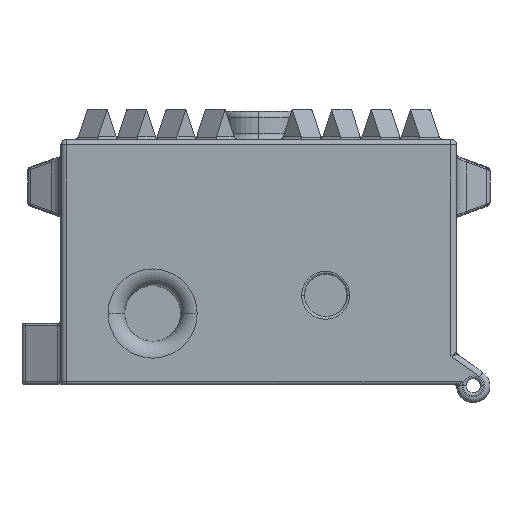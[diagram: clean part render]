
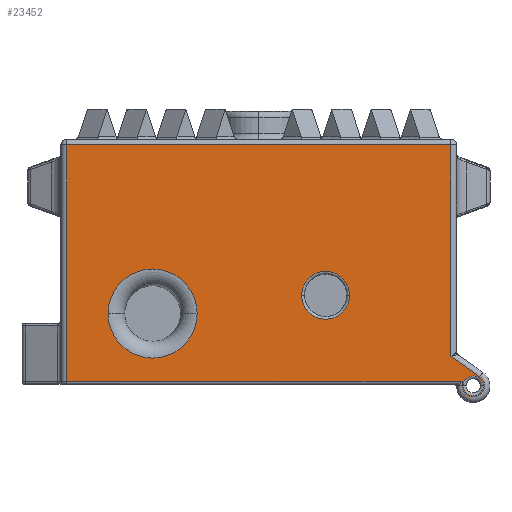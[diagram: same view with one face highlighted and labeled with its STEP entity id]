
A CAD part, left-side view. The second image highlights one B-rep face of the part: STEP entity #23452.
In plain terms, the highlighted planar face has unit normal (-1, 0, 0).
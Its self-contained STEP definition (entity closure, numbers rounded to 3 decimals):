
#19757=CARTESIAN_POINT('Vertex',(-66.,34.5,0.5)) ;
#19777=CARTESIAN_POINT('Line Origine',(-66.,1.4,0.5)) ;
#19781=CARTESIAN_POINT('Vertex',(-66.,-36.5,0.5)) ;
#23332=CARTESIAN_POINT('Line Origine',(-66.,34.5,20.875)) ;
#23336=CARTESIAN_POINT('Vertex',(-66.,34.5,43.)) ;
#23351=CARTESIAN_POINT('Axis2P3D Location',(-66.,35.5,0.)) ;
#23356=CARTESIAN_POINT('Line Origine',(-66.,-36.5,0.125)) ;
#23360=CARTESIAN_POINT('Vertex',(-66.,-36.5,-0.25)) ;
#23363=CARTESIAN_POINT('Axis2P3D Location',(-66.,-38.5,-0.25)) ;
#23367=CARTESIAN_POINT('Vertex',(-66.,-39.647,1.388)) ;
#23370=CARTESIAN_POINT('Line Origine',(-66.,-37.074,3.19)) ;
#23374=CARTESIAN_POINT('Vertex',(-66.,-34.5,4.992)) ;
#23377=CARTESIAN_POINT('Line Origine',(-66.,-34.5,23.996)) ;
#23381=CARTESIAN_POINT('Vertex',(-66.,-34.5,43.)) ;
#23384=CARTESIAN_POINT('Line Origine',(-66.,0.,43.)) ;
#23398=CARTESIAN_POINT('Axis2P3D Location',(-66.,-38.5,-0.25)) ;
#23402=CARTESIAN_POINT('Vertex',(-66.,-36.725,-0.25)) ;
#23404=CARTESIAN_POINT('Vertex',(-66.,-40.275,-0.25)) ;
#23407=CARTESIAN_POINT('Axis2P3D Location',(-66.,-38.5,-0.25)) ;
#23416=CARTESIAN_POINT('Axis2P3D Location',(-66.,-12.,16.)) ;
#23420=CARTESIAN_POINT('Vertex',(-66.,-7.7,16.)) ;
#23422=CARTESIAN_POINT('Vertex',(-66.,-16.3,16.)) ;
#23425=CARTESIAN_POINT('Axis2P3D Location',(-66.,-12.,16.)) ;
#23434=CARTESIAN_POINT('Axis2P3D Location',(-66.,19.06,12.73)) ;
#23438=CARTESIAN_POINT('Vertex',(-66.,27.06,12.73)) ;
#23440=CARTESIAN_POINT('Vertex',(-66.,11.06,12.73)) ;
#23443=CARTESIAN_POINT('Axis2P3D Location',(-66.,19.06,12.73)) ;
#19778=DIRECTION('Vector Direction',(0.,-1.,0.)) ;
#23333=DIRECTION('Vector Direction',(0.,0.,1.)) ;
#23352=DIRECTION('Axis2P3D Direction',(-1.,0.,0.)) ;
#23353=DIRECTION('Axis2P3D XDirection',(0.,-1.,0.)) ;
#23357=DIRECTION('Vector Direction',(0.,0.,-1.)) ;
#23364=DIRECTION('Axis2P3D Direction',(-1.,0.,0.)) ;
#23371=DIRECTION('Vector Direction',(0.,-0.819,-0.574)) ;
#23378=DIRECTION('Vector Direction',(0.,0.,1.)) ;
#23385=DIRECTION('Vector Direction',(0.,-1.,0.)) ;
#23399=DIRECTION('Axis2P3D Direction',(-1.,0.,0.)) ;
#23408=DIRECTION('Axis2P3D Direction',(-1.,0.,0.)) ;
#23417=DIRECTION('Axis2P3D Direction',(-1.,0.,0.)) ;
#23426=DIRECTION('Axis2P3D Direction',(-1.,0.,0.)) ;
#23435=DIRECTION('Axis2P3D Direction',(-1.,0.,0.)) ;
#23444=DIRECTION('Axis2P3D Direction',(-1.,0.,0.)) ;
#23354=AXIS2_PLACEMENT_3D('Plane Axis2P3D',#23351,#23352,#23353) ;
#23365=AXIS2_PLACEMENT_3D('Circle Axis2P3D',#23363,#23364,$) ;
#23400=AXIS2_PLACEMENT_3D('Circle Axis2P3D',#23398,#23399,$) ;
#23409=AXIS2_PLACEMENT_3D('Circle Axis2P3D',#23407,#23408,$) ;
#23418=AXIS2_PLACEMENT_3D('Circle Axis2P3D',#23416,#23417,$) ;
#23427=AXIS2_PLACEMENT_3D('Circle Axis2P3D',#23425,#23426,$) ;
#23436=AXIS2_PLACEMENT_3D('Circle Axis2P3D',#23434,#23435,$) ;
#23445=AXIS2_PLACEMENT_3D('Circle Axis2P3D',#23443,#23444,$) ;
#23390=ORIENTED_EDGE('',*,*,#23362,.T.) ;
#23391=ORIENTED_EDGE('',*,*,#23369,.T.) ;
#23392=ORIENTED_EDGE('',*,*,#23376,.T.) ;
#23393=ORIENTED_EDGE('',*,*,#23383,.T.) ;
#23394=ORIENTED_EDGE('',*,*,#23388,.F.) ;
#23395=ORIENTED_EDGE('',*,*,#23338,.F.) ;
#23396=ORIENTED_EDGE('',*,*,#19783,.F.) ;
#23413=ORIENTED_EDGE('',*,*,#23406,.F.) ;
#23414=ORIENTED_EDGE('',*,*,#23411,.F.) ;
#23431=ORIENTED_EDGE('',*,*,#23424,.F.) ;
#23432=ORIENTED_EDGE('',*,*,#23429,.F.) ;
#23449=ORIENTED_EDGE('',*,*,#23442,.F.) ;
#23450=ORIENTED_EDGE('',*,*,#23447,.F.) ;
#23415=FACE_BOUND('',#23412,.T.) ;
#23433=FACE_BOUND('',#23430,.T.) ;
#23451=FACE_BOUND('',#23448,.T.) ;
#19779=VECTOR('Line Direction',#19778,1.) ;
#23334=VECTOR('Line Direction',#23333,1.) ;
#23358=VECTOR('Line Direction',#23357,1.) ;
#23372=VECTOR('Line Direction',#23371,1.) ;
#23379=VECTOR('Line Direction',#23378,1.) ;
#23386=VECTOR('Line Direction',#23385,1.) ;
#23452=ADVANCED_FACE('Hauptk\X2\00F6\X0\rper',(#23397,#23415,#23433,#23451),#23355,.T.) ;
#23366=CIRCLE('generated circle',#23365,2.) ;
#23401=CIRCLE('generated circle',#23400,1.775) ;
#23410=CIRCLE('generated circle',#23409,1.775) ;
#23419=CIRCLE('generated circle',#23418,4.3) ;
#23428=CIRCLE('generated circle',#23427,4.3) ;
#23437=CIRCLE('generated circle',#23436,8.) ;
#23446=CIRCLE('generated circle',#23445,8.) ;
#19783=EDGE_CURVE('',#19782,#19758,#19780,.F.) ;
#23338=EDGE_CURVE('',#19758,#23337,#23335,.T.) ;
#23362=EDGE_CURVE('',#19782,#23361,#23359,.T.) ;
#23369=EDGE_CURVE('',#23361,#23368,#23366,.T.) ;
#23376=EDGE_CURVE('',#23368,#23375,#23373,.F.) ;
#23383=EDGE_CURVE('',#23375,#23382,#23380,.T.) ;
#23388=EDGE_CURVE('',#23337,#23382,#23387,.T.) ;
#23406=EDGE_CURVE('',#23403,#23405,#23401,.T.) ;
#23411=EDGE_CURVE('',#23405,#23403,#23410,.T.) ;
#23424=EDGE_CURVE('',#23421,#23423,#23419,.T.) ;
#23429=EDGE_CURVE('',#23423,#23421,#23428,.T.) ;
#23442=EDGE_CURVE('',#23439,#23441,#23437,.T.) ;
#23447=EDGE_CURVE('',#23441,#23439,#23446,.T.) ;
#23389=EDGE_LOOP('',(#23390,#23391,#23392,#23393,#23394,#23395,#23396)) ;
#23412=EDGE_LOOP('',(#23413,#23414)) ;
#23430=EDGE_LOOP('',(#23431,#23432)) ;
#23448=EDGE_LOOP('',(#23449,#23450)) ;
#23397=FACE_OUTER_BOUND('',#23389,.T.) ;
#19780=LINE('Line',#19777,#19779) ;
#23335=LINE('Line',#23332,#23334) ;
#23359=LINE('Line',#23356,#23358) ;
#23373=LINE('Line',#23370,#23372) ;
#23380=LINE('Line',#23377,#23379) ;
#23387=LINE('Line',#23384,#23386) ;
#23355=PLANE('',#23354) ;
#19758=VERTEX_POINT('',#19757) ;
#19782=VERTEX_POINT('',#19781) ;
#23337=VERTEX_POINT('',#23336) ;
#23361=VERTEX_POINT('',#23360) ;
#23368=VERTEX_POINT('',#23367) ;
#23375=VERTEX_POINT('',#23374) ;
#23382=VERTEX_POINT('',#23381) ;
#23403=VERTEX_POINT('',#23402) ;
#23405=VERTEX_POINT('',#23404) ;
#23421=VERTEX_POINT('',#23420) ;
#23423=VERTEX_POINT('',#23422) ;
#23439=VERTEX_POINT('',#23438) ;
#23441=VERTEX_POINT('',#23440) ;
